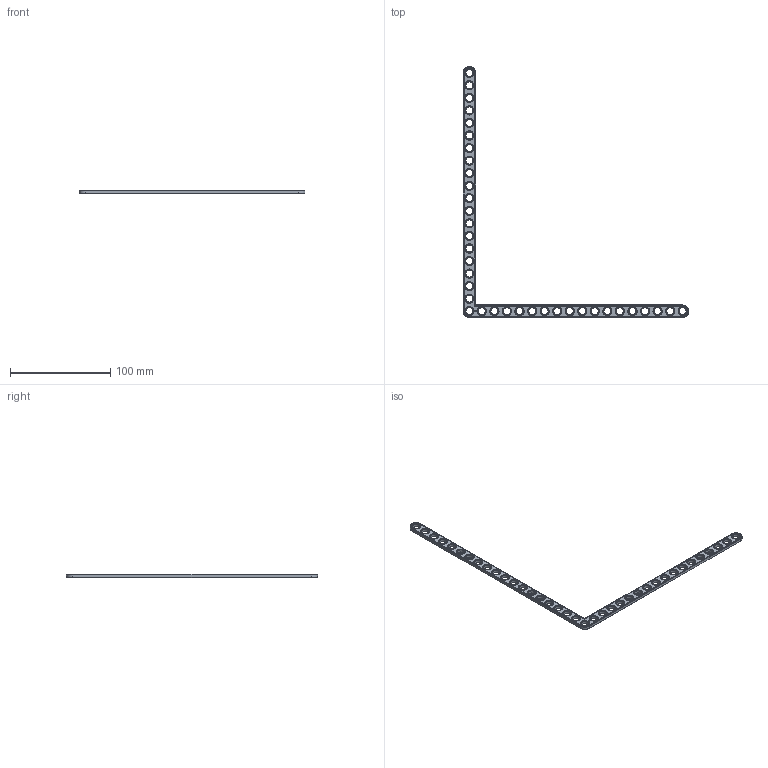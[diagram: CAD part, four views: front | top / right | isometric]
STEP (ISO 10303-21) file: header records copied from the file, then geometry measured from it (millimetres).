
FILE_DESCRIPTION(('FreeCAD Model'),'2;1');
FILE_NAME('Open CASCADE Shape Model','2022-02-09T23:54:42',( 'Paulo Kiefe'),('STEMFIE.org'),'Open CASCADE STEP processor 7.4', 'FreeCAD','Unknown');
FILE_SCHEMA(('AUTOMOTIVE_DESIGN { 1 0 10303 214 1 1 1 1 }'));
Length unit declared in the file: millimetre
Products named in the file (1): Brace_AGD_90_ASYM_ERR_BU18x20x01x00.25_-_SPN-BRC-1169_(stemfie.org)
Bounding box: 225 x 250 x 3.12 mm (x, y, z)
Volume: 12875.5 mm3; surface area: 13894.6 mm2
Topology: 1 solids, 1 shells, 728 faces, 1877 edges, 1222 vertices
Faces by surface type: plane 374, extrusion 194, cone 80, cylinder 80
Full cylindrical faces by diameter (mm): 7 x37, 9.2 x37
Entity records: 48048 total; most frequent: CARTESIAN_POINT 11387, DIRECTION 6091, VECTOR 4418, LINE 4224, ORIENTED_EDGE 3754, PCURVE 3754, DEFINITIONAL_REPRESENTATION 3754, EDGE_CURVE 1877
